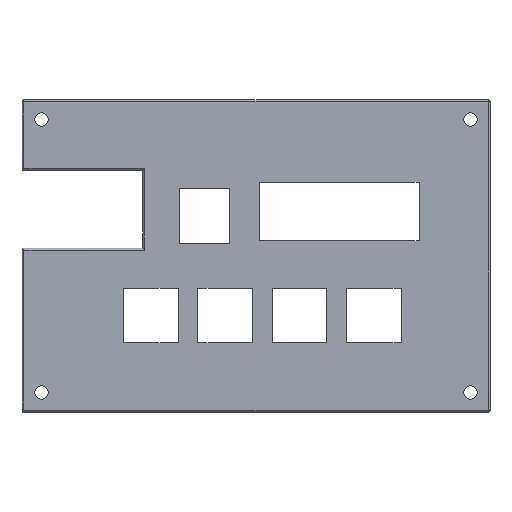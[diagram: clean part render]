
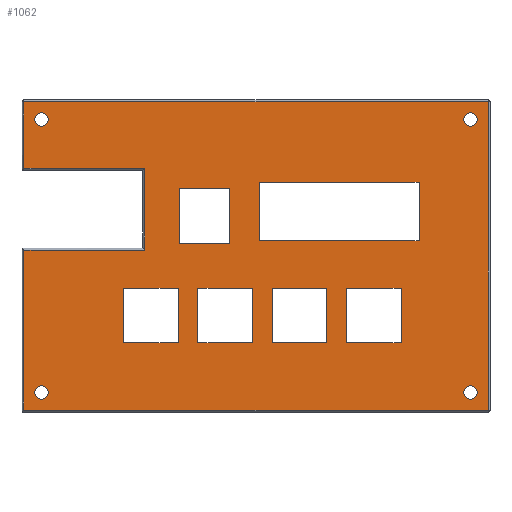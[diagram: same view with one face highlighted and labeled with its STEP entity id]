
A CAD part, top view. The second image highlights one B-rep face of the part: STEP entity #1062.
In plain terms, the highlighted planar face has unit normal (0, 0, 1).
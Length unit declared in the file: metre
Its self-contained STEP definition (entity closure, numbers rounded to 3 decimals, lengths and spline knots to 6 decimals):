
#51=LINE('',#1562,#166);
#52=LINE('',#1565,#167);
#53=LINE('',#1567,#168);
#54=LINE('',#1569,#169);
#55=LINE('',#1570,#170);
#56=LINE('',#1573,#171);
#57=LINE('',#1575,#172);
#58=LINE('',#1577,#173);
#59=LINE('',#1578,#174);
#60=LINE('',#1581,#175);
#61=LINE('',#1583,#176);
#62=LINE('',#1585,#177);
#63=LINE('',#1586,#178);
#64=LINE('',#1589,#179);
#65=LINE('',#1591,#180);
#66=LINE('',#1593,#181);
#67=LINE('',#1594,#182);
#68=LINE('',#1597,#183);
#69=LINE('',#1599,#184);
#70=LINE('',#1601,#185);
#71=LINE('',#1603,#186);
#72=LINE('',#1605,#187);
#73=LINE('',#1607,#188);
#74=LINE('',#1609,#189);
#75=LINE('',#1610,#190);
#76=LINE('',#1613,#191);
#77=LINE('',#1615,#192);
#78=LINE('',#1617,#193);
#79=LINE('',#1618,#194);
#80=LINE('',#1621,#195);
#81=LINE('',#1623,#196);
#82=LINE('',#1625,#197);
#166=VECTOR('',#1249,1.);
#167=VECTOR('',#1250,1.);
#168=VECTOR('',#1251,1.);
#169=VECTOR('',#1252,1.);
#170=VECTOR('',#1253,1.);
#171=VECTOR('',#1254,1.);
#172=VECTOR('',#1255,1.);
#173=VECTOR('',#1256,1.);
#174=VECTOR('',#1257,1.);
#175=VECTOR('',#1258,1.);
#176=VECTOR('',#1259,1.);
#177=VECTOR('',#1260,1.);
#178=VECTOR('',#1261,1.);
#179=VECTOR('',#1262,1.);
#180=VECTOR('',#1263,1.);
#181=VECTOR('',#1264,1.);
#182=VECTOR('',#1265,1.);
#183=VECTOR('',#1266,1.);
#184=VECTOR('',#1267,1.);
#185=VECTOR('',#1268,1.);
#186=VECTOR('',#1269,1.);
#187=VECTOR('',#1270,1.);
#188=VECTOR('',#1271,1.);
#189=VECTOR('',#1272,1.);
#190=VECTOR('',#1273,1.);
#191=VECTOR('',#1274,1.);
#192=VECTOR('',#1275,1.);
#193=VECTOR('',#1276,1.);
#194=VECTOR('',#1277,1.);
#195=VECTOR('',#1278,1.);
#196=VECTOR('',#1279,1.);
#197=VECTOR('',#1280,1.);
#281=ORIENTED_EDGE('',*,*,#583,.F.);
#282=ORIENTED_EDGE('',*,*,#584,.F.);
#283=ORIENTED_EDGE('',*,*,#585,.F.);
#284=ORIENTED_EDGE('',*,*,#586,.F.);
#285=ORIENTED_EDGE('',*,*,#587,.T.);
#286=ORIENTED_EDGE('',*,*,#588,.T.);
#287=ORIENTED_EDGE('',*,*,#589,.F.);
#288=ORIENTED_EDGE('',*,*,#590,.F.);
#289=ORIENTED_EDGE('',*,*,#591,.T.);
#290=ORIENTED_EDGE('',*,*,#592,.T.);
#291=ORIENTED_EDGE('',*,*,#593,.F.);
#292=ORIENTED_EDGE('',*,*,#594,.F.);
#293=ORIENTED_EDGE('',*,*,#595,.T.);
#294=ORIENTED_EDGE('',*,*,#596,.T.);
#295=ORIENTED_EDGE('',*,*,#597,.F.);
#296=ORIENTED_EDGE('',*,*,#598,.F.);
#297=ORIENTED_EDGE('',*,*,#599,.F.);
#298=ORIENTED_EDGE('',*,*,#600,.T.);
#299=ORIENTED_EDGE('',*,*,#601,.T.);
#300=ORIENTED_EDGE('',*,*,#602,.F.);
#301=ORIENTED_EDGE('',*,*,#603,.T.);
#302=ORIENTED_EDGE('',*,*,#604,.T.);
#303=ORIENTED_EDGE('',*,*,#605,.T.);
#304=ORIENTED_EDGE('',*,*,#606,.T.);
#305=ORIENTED_EDGE('',*,*,#607,.T.);
#306=ORIENTED_EDGE('',*,*,#608,.T.);
#307=ORIENTED_EDGE('',*,*,#609,.T.);
#308=ORIENTED_EDGE('',*,*,#610,.T.);
#309=ORIENTED_EDGE('',*,*,#611,.F.);
#310=ORIENTED_EDGE('',*,*,#612,.T.);
#311=ORIENTED_EDGE('',*,*,#613,.T.);
#312=ORIENTED_EDGE('',*,*,#614,.F.);
#313=ORIENTED_EDGE('',*,*,#615,.F.);
#314=ORIENTED_EDGE('',*,*,#616,.T.);
#315=ORIENTED_EDGE('',*,*,#617,.T.);
#316=ORIENTED_EDGE('',*,*,#618,.F.);
#583=EDGE_CURVE('',#734,#734,#828,.T.);
#584=EDGE_CURVE('',#735,#735,#829,.T.);
#585=EDGE_CURVE('',#736,#736,#830,.T.);
#586=EDGE_CURVE('',#737,#737,#831,.T.);
#587=EDGE_CURVE('',#738,#739,#51,.T.);
#588=EDGE_CURVE('',#739,#740,#52,.T.);
#589=EDGE_CURVE('',#741,#740,#53,.T.);
#590=EDGE_CURVE('',#738,#741,#54,.T.);
#591=EDGE_CURVE('',#742,#743,#55,.T.);
#592=EDGE_CURVE('',#743,#744,#56,.T.);
#593=EDGE_CURVE('',#745,#744,#57,.T.);
#594=EDGE_CURVE('',#742,#745,#58,.T.);
#595=EDGE_CURVE('',#746,#747,#59,.T.);
#596=EDGE_CURVE('',#747,#748,#60,.T.);
#597=EDGE_CURVE('',#749,#748,#61,.T.);
#598=EDGE_CURVE('',#746,#749,#62,.T.);
#599=EDGE_CURVE('',#750,#751,#63,.T.);
#600=EDGE_CURVE('',#750,#752,#64,.T.);
#601=EDGE_CURVE('',#752,#753,#65,.T.);
#602=EDGE_CURVE('',#751,#753,#66,.T.);
#603=EDGE_CURVE('',#754,#755,#67,.F.);
#604=EDGE_CURVE('',#755,#756,#68,.F.);
#605=EDGE_CURVE('',#756,#757,#69,.T.);
#606=EDGE_CURVE('',#757,#758,#70,.T.);
#607=EDGE_CURVE('',#758,#759,#71,.T.);
#608=EDGE_CURVE('',#759,#760,#72,.F.);
#609=EDGE_CURVE('',#760,#761,#73,.T.);
#610=EDGE_CURVE('',#761,#754,#74,.T.);
#611=EDGE_CURVE('',#762,#763,#75,.T.);
#612=EDGE_CURVE('',#762,#764,#76,.T.);
#613=EDGE_CURVE('',#764,#765,#77,.T.);
#614=EDGE_CURVE('',#763,#765,#78,.T.);
#615=EDGE_CURVE('',#766,#767,#79,.T.);
#616=EDGE_CURVE('',#766,#768,#80,.T.);
#617=EDGE_CURVE('',#768,#769,#81,.T.);
#618=EDGE_CURVE('',#767,#769,#82,.T.);
#734=VERTEX_POINT('',#1555);
#735=VERTEX_POINT('',#1557);
#736=VERTEX_POINT('',#1559);
#737=VERTEX_POINT('',#1561);
#738=VERTEX_POINT('',#1563);
#739=VERTEX_POINT('',#1564);
#740=VERTEX_POINT('',#1566);
#741=VERTEX_POINT('',#1568);
#742=VERTEX_POINT('',#1571);
#743=VERTEX_POINT('',#1572);
#744=VERTEX_POINT('',#1574);
#745=VERTEX_POINT('',#1576);
#746=VERTEX_POINT('',#1579);
#747=VERTEX_POINT('',#1580);
#748=VERTEX_POINT('',#1582);
#749=VERTEX_POINT('',#1584);
#750=VERTEX_POINT('',#1587);
#751=VERTEX_POINT('',#1588);
#752=VERTEX_POINT('',#1590);
#753=VERTEX_POINT('',#1592);
#754=VERTEX_POINT('',#1595);
#755=VERTEX_POINT('',#1596);
#756=VERTEX_POINT('',#1598);
#757=VERTEX_POINT('',#1600);
#758=VERTEX_POINT('',#1602);
#759=VERTEX_POINT('',#1604);
#760=VERTEX_POINT('',#1606);
#761=VERTEX_POINT('',#1608);
#762=VERTEX_POINT('',#1611);
#763=VERTEX_POINT('',#1612);
#764=VERTEX_POINT('',#1614);
#765=VERTEX_POINT('',#1616);
#766=VERTEX_POINT('',#1619);
#767=VERTEX_POINT('',#1620);
#768=VERTEX_POINT('',#1622);
#769=VERTEX_POINT('',#1624);
#828=CIRCLE('',#1139,0.0017);
#829=CIRCLE('',#1140,0.0017);
#830=CIRCLE('',#1141,0.0017);
#831=CIRCLE('',#1142,0.0017);
#854=EDGE_LOOP('',(#281));
#855=EDGE_LOOP('',(#282));
#856=EDGE_LOOP('',(#283));
#857=EDGE_LOOP('',(#284));
#858=EDGE_LOOP('',(#285,#286,#287,#288));
#859=EDGE_LOOP('',(#289,#290,#291,#292));
#860=EDGE_LOOP('',(#293,#294,#295,#296));
#861=EDGE_LOOP('',(#297,#298,#299,#300));
#862=EDGE_LOOP('',(#301,#302,#303,#304,#305,#306,#307,#308));
#863=EDGE_LOOP('',(#309,#310,#311,#312));
#864=EDGE_LOOP('',(#313,#314,#315,#316));
#941=FACE_BOUND('',#854,.T.);
#942=FACE_BOUND('',#855,.T.);
#943=FACE_BOUND('',#856,.T.);
#944=FACE_BOUND('',#857,.T.);
#945=FACE_BOUND('',#858,.T.);
#946=FACE_BOUND('',#859,.T.);
#947=FACE_BOUND('',#860,.T.);
#948=FACE_BOUND('',#861,.T.);
#949=FACE_BOUND('',#862,.T.);
#950=FACE_BOUND('',#863,.T.);
#951=FACE_BOUND('',#864,.T.);
#1028=PLANE('',#1138);
#1062=ADVANCED_FACE('',(#941,#942,#943,#944,#945,#946,#947,#948,#949,#950,
#951),#1028,.T.);
#1138=AXIS2_PLACEMENT_3D('',#1553,#1239,#1240);
#1139=AXIS2_PLACEMENT_3D('',#1554,#1241,#1242);
#1140=AXIS2_PLACEMENT_3D('',#1556,#1243,#1244);
#1141=AXIS2_PLACEMENT_3D('',#1558,#1245,#1246);
#1142=AXIS2_PLACEMENT_3D('',#1560,#1247,#1248);
#1239=DIRECTION('',(0.,0.,1.));
#1240=DIRECTION('',(1.,0.,0.));
#1241=DIRECTION('',(0.,0.,1.));
#1242=DIRECTION('',(0.,-1.,0.));
#1243=DIRECTION('',(0.,0.,1.));
#1244=DIRECTION('',(0.,-1.,0.));
#1245=DIRECTION('',(0.,0.,1.));
#1246=DIRECTION('',(0.,-1.,0.));
#1247=DIRECTION('',(0.,0.,1.));
#1248=DIRECTION('',(0.,-1.,0.));
#1249=DIRECTION('',(1.,0.,0.));
#1250=DIRECTION('',(0.,-1.,0.));
#1251=DIRECTION('',(1.,0.,0.));
#1252=DIRECTION('',(0.,-1.,0.));
#1253=DIRECTION('',(1.,0.,0.));
#1254=DIRECTION('',(0.,-1.,0.));
#1255=DIRECTION('',(1.,0.,0.));
#1256=DIRECTION('',(0.,-1.,0.));
#1257=DIRECTION('',(1.,0.,0.));
#1258=DIRECTION('',(0.,-1.,0.));
#1259=DIRECTION('',(1.,0.,0.));
#1260=DIRECTION('',(0.,-1.,0.));
#1261=DIRECTION('',(0.,-1.,0.));
#1262=DIRECTION('',(1.,0.,0.));
#1263=DIRECTION('',(0.,-1.,0.));
#1264=DIRECTION('',(1.,0.,0.));
#1265=DIRECTION('',(0.,-1.,0.));
#1266=DIRECTION('',(1.,0.,0.));
#1267=DIRECTION('',(0.,-1.,0.));
#1268=DIRECTION('',(1.,0.,0.));
#1269=DIRECTION('',(0.,-1.,0.));
#1270=DIRECTION('',(1.,0.,0.));
#1271=DIRECTION('',(0.,-1.,0.));
#1272=DIRECTION('',(1.,0.,0.));
#1273=DIRECTION('',(0.,-1.,0.));
#1274=DIRECTION('',(1.,0.,0.));
#1275=DIRECTION('',(0.,-1.,0.));
#1276=DIRECTION('',(1.,0.,0.));
#1277=DIRECTION('',(0.,-1.,0.));
#1278=DIRECTION('',(1.,0.,0.));
#1279=DIRECTION('',(0.,-1.,0.));
#1280=DIRECTION('',(1.,0.,0.));
#1553=CARTESIAN_POINT('',(0.,0.,0.0015));
#1554=CARTESIAN_POINT('',(-0.055,0.035,0.0015));
#1555=CARTESIAN_POINT('',(-0.055,0.0333,0.0015));
#1556=CARTESIAN_POINT('',(-0.055,-0.035,0.0015));
#1557=CARTESIAN_POINT('',(-0.055,-0.0367,0.0015));
#1558=CARTESIAN_POINT('',(0.055,-0.035,0.0015));
#1559=CARTESIAN_POINT('',(0.055,-0.0367,0.0015));
#1560=CARTESIAN_POINT('',(0.055,0.035,0.0015));
#1561=CARTESIAN_POINT('',(0.055,0.0333,0.0015));
#1562=CARTESIAN_POINT('',(0.030202,-0.0083,0.0015));
#1563=CARTESIAN_POINT('',(0.023202,-0.0083,0.0015));
#1564=CARTESIAN_POINT('',(0.037202,-0.0083,0.0015));
#1565=CARTESIAN_POINT('',(0.037202,-0.0153,0.0015));
#1566=CARTESIAN_POINT('',(0.037202,-0.0223,0.0015));
#1567=CARTESIAN_POINT('',(0.030202,-0.0223,0.0015));
#1568=CARTESIAN_POINT('',(0.023202,-0.0223,0.0015));
#1569=CARTESIAN_POINT('',(0.023202,-0.0153,0.0015));
#1570=CARTESIAN_POINT('',(0.011152,-0.0083,0.0015));
#1571=CARTESIAN_POINT('',(0.004152,-0.0083,0.0015));
#1572=CARTESIAN_POINT('',(0.018152,-0.0083,0.0015));
#1573=CARTESIAN_POINT('',(0.018152,-0.0153,0.0015));
#1574=CARTESIAN_POINT('',(0.018152,-0.0223,0.0015));
#1575=CARTESIAN_POINT('',(0.011152,-0.0223,0.0015));
#1576=CARTESIAN_POINT('',(0.004152,-0.0223,0.0015));
#1577=CARTESIAN_POINT('',(0.004152,-0.0153,0.0015));
#1578=CARTESIAN_POINT('',(-0.007898,-0.0083,0.0015));
#1579=CARTESIAN_POINT('',(-0.014898,-0.0083,0.0015));
#1580=CARTESIAN_POINT('',(-0.000898,-0.0083,0.0015));
#1581=CARTESIAN_POINT('',(-0.000898,-0.0153,0.0015));
#1582=CARTESIAN_POINT('',(-0.000898,-0.0223,0.0015));
#1583=CARTESIAN_POINT('',(-0.007898,-0.0223,0.0015));
#1584=CARTESIAN_POINT('',(-0.014898,-0.0223,0.0015));
#1585=CARTESIAN_POINT('',(-0.014898,-0.0153,0.0015));
#1586=CARTESIAN_POINT('',(-0.033948,-0.0153,0.0015));
#1587=CARTESIAN_POINT('',(-0.033948,-0.0083,0.0015));
#1588=CARTESIAN_POINT('',(-0.033948,-0.0223,0.0015));
#1589=CARTESIAN_POINT('',(-0.026948,-0.0083,0.0015));
#1590=CARTESIAN_POINT('',(-0.019948,-0.0083,0.0015));
#1591=CARTESIAN_POINT('',(-0.019948,-0.0153,0.0015));
#1592=CARTESIAN_POINT('',(-0.019948,-0.0223,0.0015));
#1593=CARTESIAN_POINT('',(-0.026948,-0.0223,0.0015));
#1594=CARTESIAN_POINT('',(0.0595,0.,0.0015));
#1595=CARTESIAN_POINT('',(0.0595,-0.0395,0.0015));
#1596=CARTESIAN_POINT('',(0.0595,0.0395,0.0015));
#1597=CARTESIAN_POINT('',(0.,0.0395,0.0015));
#1598=CARTESIAN_POINT('',(-0.0595,0.0395,0.0015));
#1599=CARTESIAN_POINT('',(-0.0595,0.022,0.0015));
#1600=CARTESIAN_POINT('',(-0.0595,0.0225,0.0015));
#1601=CARTESIAN_POINT('',(0.,0.0225,0.0015));
#1602=CARTESIAN_POINT('',(-0.0285,0.0225,0.0015));
#1603=CARTESIAN_POINT('',(-0.0285,0.,0.0015));
#1604=CARTESIAN_POINT('',(-0.0285,0.0015,0.0015));
#1605=CARTESIAN_POINT('',(-0.06,0.0015,0.0015));
#1606=CARTESIAN_POINT('',(-0.0595,0.0015,0.0015));
#1607=CARTESIAN_POINT('',(-0.0595,-0.04,0.0015));
#1608=CARTESIAN_POINT('',(-0.0595,-0.0395,0.0015));
#1609=CARTESIAN_POINT('',(0.06,-0.0395,0.0015));
#1610=CARTESIAN_POINT('',(-0.0197,0.0102,0.0015));
#1611=CARTESIAN_POINT('',(-0.0197,0.0172,0.0015));
#1612=CARTESIAN_POINT('',(-0.0197,0.0032,0.0015));
#1613=CARTESIAN_POINT('',(-0.0132,0.0172,0.0015));
#1614=CARTESIAN_POINT('',(-0.0067,0.0172,0.0015));
#1615=CARTESIAN_POINT('',(-0.0067,0.0102,0.0015));
#1616=CARTESIAN_POINT('',(-0.0067,0.0032,0.0015));
#1617=CARTESIAN_POINT('',(-0.0132,0.0032,0.0015));
#1618=CARTESIAN_POINT('',(0.0008,0.0114,0.0015));
#1619=CARTESIAN_POINT('',(0.0008,0.0189,0.0015));
#1620=CARTESIAN_POINT('',(0.0008,0.0039,0.0015));
#1621=CARTESIAN_POINT('',(0.0213,0.0189,0.0015));
#1622=CARTESIAN_POINT('',(0.0418,0.0189,0.0015));
#1623=CARTESIAN_POINT('',(0.0418,0.0114,0.0015));
#1624=CARTESIAN_POINT('',(0.0418,0.0039,0.0015));
#1625=CARTESIAN_POINT('',(0.0213,0.0039,0.0015));
